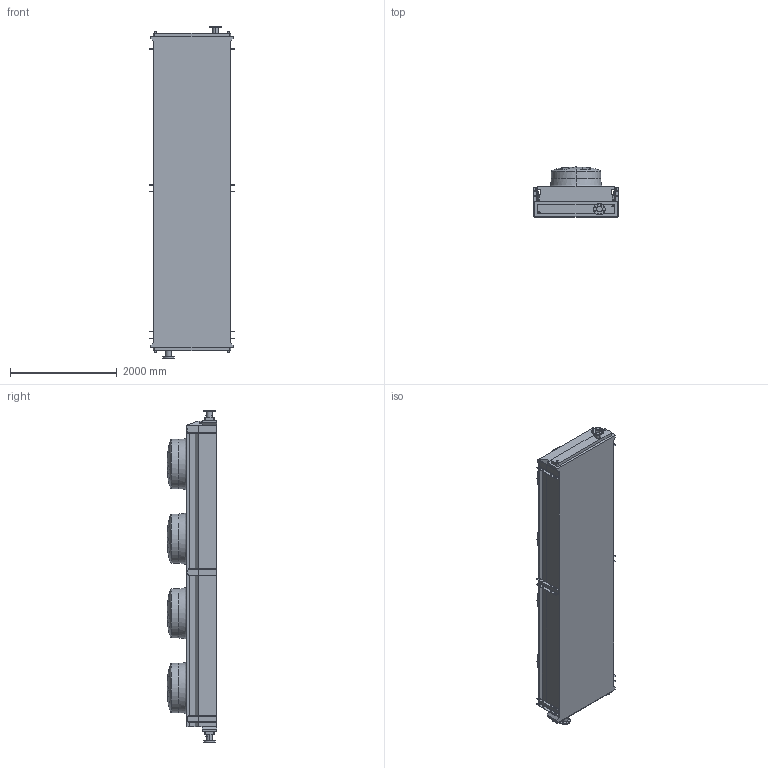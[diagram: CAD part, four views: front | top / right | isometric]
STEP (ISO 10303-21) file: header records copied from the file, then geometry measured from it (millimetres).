
FILE_DESCRIPTION (( 'STEP AP203' ), '1' );
FILE_NAME ('BOAC_04L-I.step', '2022-05-06T13:01:28', ( '' ), ( '' ), 'SwSTEP 2.0', 'SolidWorks 2019', '' );
FILE_SCHEMA (( 'CONFIG_CONTROL_DESIGN' ));
Length unit declared in the file: millimetre
Products named in the file (1): BOAC_04L-I
Bounding box: 1580 x 930 x 6230 mm (x, y, z)
Volume: 5542028520.1 mm3; surface area: 31522947.9 mm2
Topology: 7 solids, 7 shells, 558 faces, 1600 edges, 1080 vertices
Faces by surface type: cylinder 292, plane 216, bspline 50
Entity records: 24080 total; most frequent: CARTESIAN_POINT 8892, ORIENTED_EDGE 3184, DIRECTION 3122, EDGE_CURVE 1592, AXIS2_PLACEMENT_3D 1137, VERTEX_POINT 1080, VECTOR 848, LINE 848
